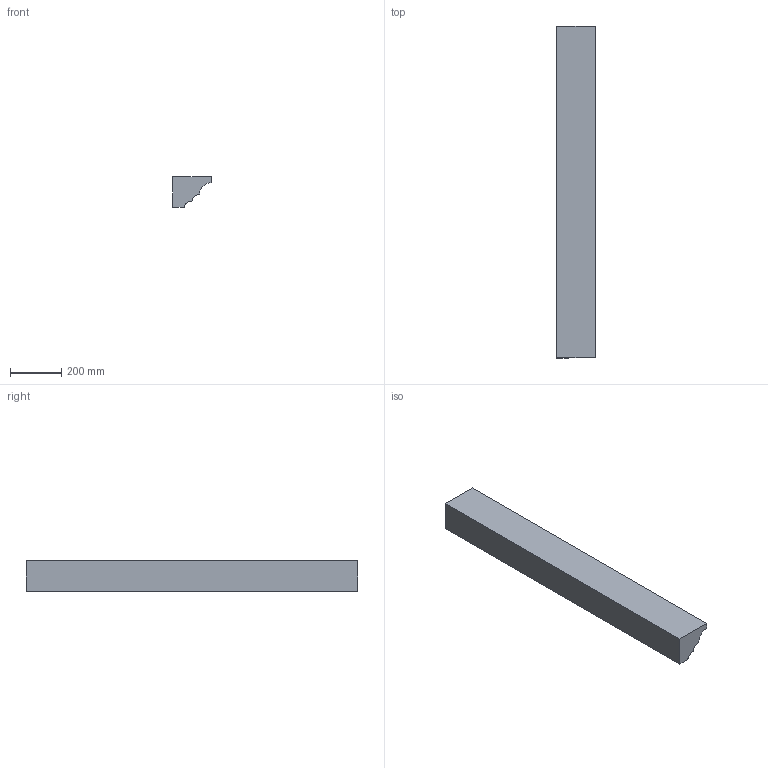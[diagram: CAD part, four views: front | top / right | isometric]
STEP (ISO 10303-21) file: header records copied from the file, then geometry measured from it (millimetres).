
FILE_DESCRIPTION(/* description */ (''),/* implementation_level */ '2;1');
FILE_NAME(/* name */ 'BUCF4C~1',/* time_stamp */ '2025-09-11T12:25:37+02:00',/* author */ (''),/* organization */ (''),/* preprocessor_version */ 'ST-DEVELOPER v16.5',/* originating_system */ '',/* authorisation */ '');
FILE_SCHEMA (('CONFIG_CONTROL_DESIGN'));
Length unit declared in the file: millimetre
Products named in the file (1): Document
Bounding box: 150 x 1300 x 120 mm (x, y, z)
Volume: 15821248 mm3; surface area: 670092.6 mm2
Topology: 1 solids, 1 shells, 9 faces, 21 edges, 14 vertices
Faces by surface type: plane 6, cylinder 3
Entity records: 311 total; most frequent: CARTESIAN_POINT 77, ORIENTED_EDGE 42, EDGE_CURVE 21, VERTEX_POINT 14, DIRECTION 13, B_SPLINE_CURVE_WITH_KNOTS 11, AXIS2_PLACEMENT_3D 11, ADVANCED_FACE 9
